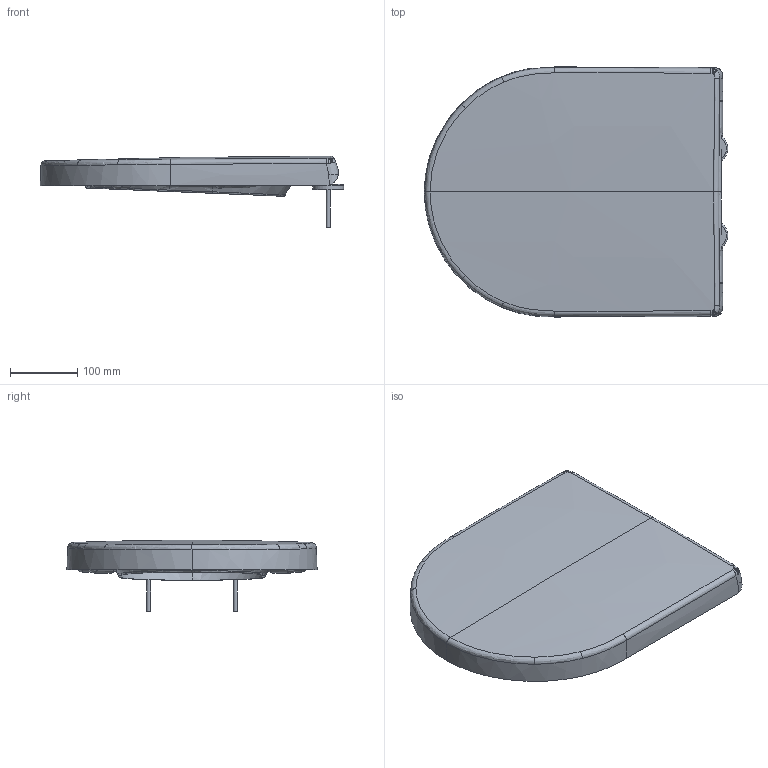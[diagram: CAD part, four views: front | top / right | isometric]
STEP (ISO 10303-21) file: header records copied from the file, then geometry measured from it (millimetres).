
FILE_DESCRIPTION(/* description */ (''),/* implementation_level */ '2;1');
FILE_NAME(/* name */ '9955C2_WCS.stp',/* time_stamp */ '2021-10-25T15:06:58+02:00',/* author */ (''),/* organization */ (''),/* preprocessor_version */ 'ST-DEVELOPER v18.1',/* originating_system */ 'SIEMENS PLM Software NX 1973',/* authorisation */ '');
FILE_SCHEMA (('AUTOMOTIVE_DESIGN { 1 0 10303 214 3 1 1 1 }'));
Products named in the file (1): Muel5264DB37iy37
Bounding box: 452.18 x 372.62 x 106.79 mm (x, y, z)
Volume: 1509031.8 mm3; surface area: 638234.1 mm2
Topology: 12 solids, 12 shells, 593 faces, 1465 edges, 906 vertices
Faces by surface type: bspline 456, plane 66, cylinder 34, extrusion 21, torus 8, cone 4, sphere 4
Full cylindrical faces by diameter (mm): 6 x2, 10 x4, 10.25 x2, 19.8 x2, 44.5 x2, 45 x2, 46.2 x2
Entity records: 44531 total; most frequent: CARTESIAN_POINT 35021, ORIENTED_EDGE 2846, EDGE_CURVE 1423, VERTEX_POINT 893, B_SPLINE_CURVE_WITH_KNOTS 705, EDGE_LOOP 642, ADVANCED_FACE 593, FACE_OUTER_BOUND 546
